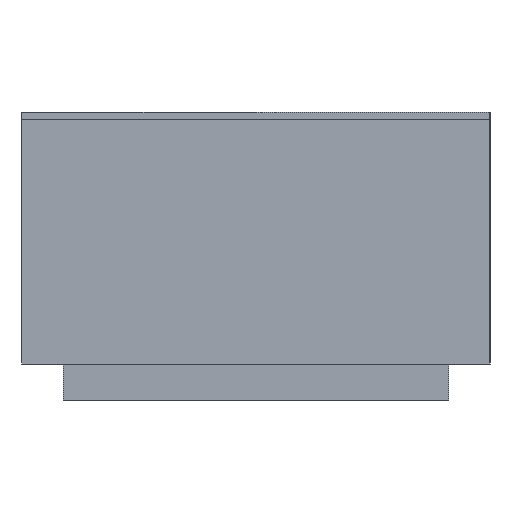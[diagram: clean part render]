
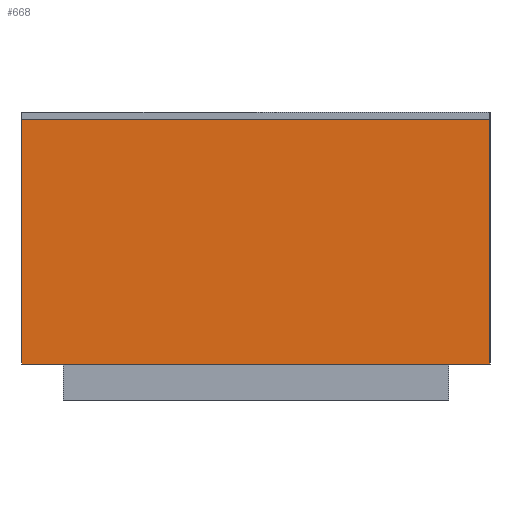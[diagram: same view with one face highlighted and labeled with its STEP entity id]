
A CAD part, left-side view. The second image highlights one B-rep face of the part: STEP entity #668.
In plain terms, the highlighted free-form (B-spline) face has degree [1, 1] with [2, 2] control points.
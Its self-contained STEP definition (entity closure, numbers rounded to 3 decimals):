
#549=CARTESIAN_POINT('',(-0.525,0.325,0.39));
#550=VERTEX_POINT('',#549);
#557=CARTESIAN_POINT('',(-0.525,-0.325,0.39));
#558=VERTEX_POINT('',#557);
#559=CARTESIAN_POINT('',(-0.525,-0.325,0.39));
#560=DIRECTION('',(0.0,1.0,0.0));
#561=VECTOR('',#560,0.65);
#562=LINE('',#559,#561);
#563=EDGE_CURVE('',#558,#550,#562,.T.);
#612=CARTESIAN_POINT('',(-0.525,-0.325,0.05));
#613=VERTEX_POINT('',#612);
#614=CARTESIAN_POINT('',(-0.525,-0.325,0.39));
#615=DIRECTION('',(0.0,0.0,-1.0));
#616=VECTOR('',#615,0.34);
#617=LINE('',#614,#616);
#618=EDGE_CURVE('',#558,#613,#617,.T.);
#645=CARTESIAN_POINT('',(-0.525,-0.325,0.39));
#646=CARTESIAN_POINT('',(-0.525,-0.325,0.05));
#647=CARTESIAN_POINT('',(-0.525,0.325,0.39));
#648=CARTESIAN_POINT('',(-0.525,0.325,0.05));
#649=B_SPLINE_SURFACE_WITH_KNOTS('',1,1,((#645,#647),(#646,#648)),.UNSPECIFIED.,.F.,.F.,.U.,(2,2),(2,2),(0.0,0.34),(0.0,0.65),.UNSPECIFIED.);
#650=ORIENTED_EDGE('',*,*,#563,.T.);
#651=CARTESIAN_POINT('',(-0.525,0.325,0.05));
#652=VERTEX_POINT('',#651);
#653=CARTESIAN_POINT('',(-0.525,0.325,0.39));
#654=DIRECTION('',(0.0,0.0,-1.0));
#655=VECTOR('',#654,0.34);
#656=LINE('',#653,#655);
#657=EDGE_CURVE('',#550,#652,#656,.T.);
#658=ORIENTED_EDGE('',*,*,#657,.T.);
#659=CARTESIAN_POINT('',(-0.525,0.325,0.05));
#660=DIRECTION('',(0.0,-1.0,0.0));
#661=VECTOR('',#660,0.65);
#662=LINE('',#659,#661);
#663=EDGE_CURVE('',#652,#613,#662,.T.);
#664=ORIENTED_EDGE('',*,*,#663,.T.);
#665=ORIENTED_EDGE('',*,*,#618,.F.);
#666=EDGE_LOOP('',(#650,#658,#664,#665));
#667=FACE_OUTER_BOUND('',#666,.T.);
#668=ADVANCED_FACE('',(#667),#649,.F.);
